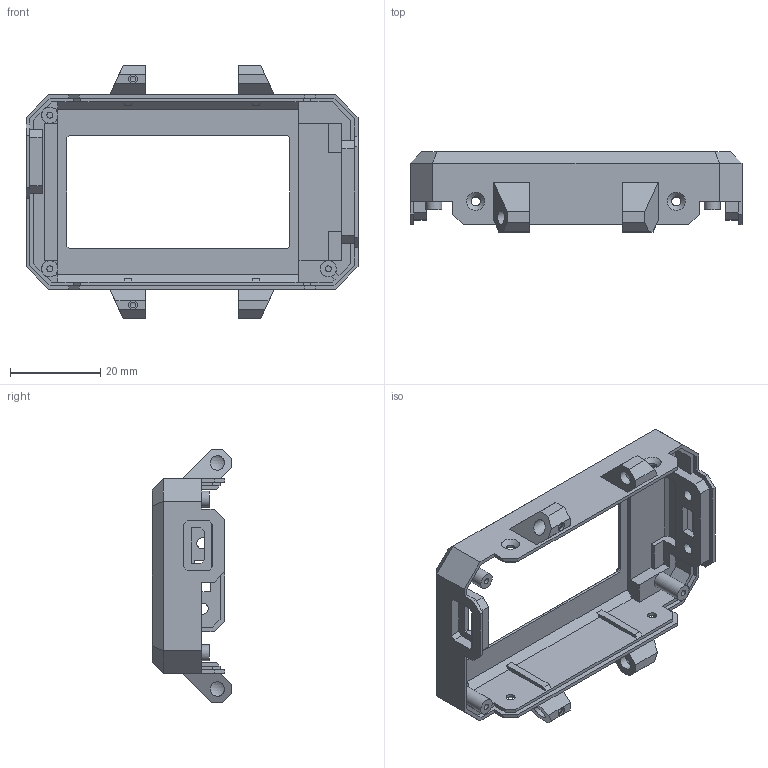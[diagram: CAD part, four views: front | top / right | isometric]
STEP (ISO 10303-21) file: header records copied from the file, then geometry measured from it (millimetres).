
FILE_DESCRIPTION(/* description */ (''),/* implementation_level */ '2;1');
FILE_NAME(/* name */ 'Case_Top.step',/* time_stamp */ '2021-11-05T02:17:39+01:00',/* author */ (''),/* organization */ (''),/* preprocessor_version */ 'ST-DEVELOPER v18.1',/* originating_system */ 'Autodesk Translation Framework v10.10.0.1391',/* authorisation */ '');
FILE_SCHEMA (('AUTOMOTIVE_DESIGN { 1 0 10303 214 3 1 1 }'));
Length unit declared in the file: millimetre
Products named in the file (1): Case Top
Bounding box: 73.7 x 17.75 x 56.2 mm (x, y, z)
Volume: 9601.6 mm3; surface area: 10925.1 mm2
Topology: 1 solids, 1 shells, 427 faces, 1168 edges, 765 vertices
Faces by surface type: plane 259, bspline 131, cylinder 31, cone 4, sphere 2
Full cylindrical faces by diameter (mm): 1.3 x5, 2 x6, 2.5 x3, 3.2 x4, 3.6 x3
Entity records: 14713 total; most frequent: CARTESIAN_POINT 4654, ORIENTED_EDGE 2336, DIRECTION 1573, EDGE_CURVE 1168, LINE 829, VECTOR 829, VERTEX_POINT 765, EDGE_LOOP 475
